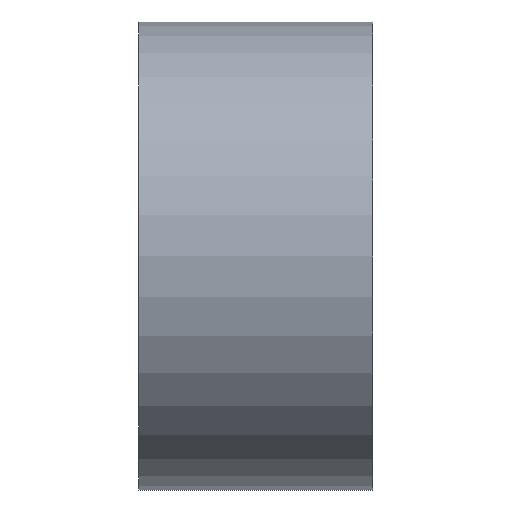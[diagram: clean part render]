
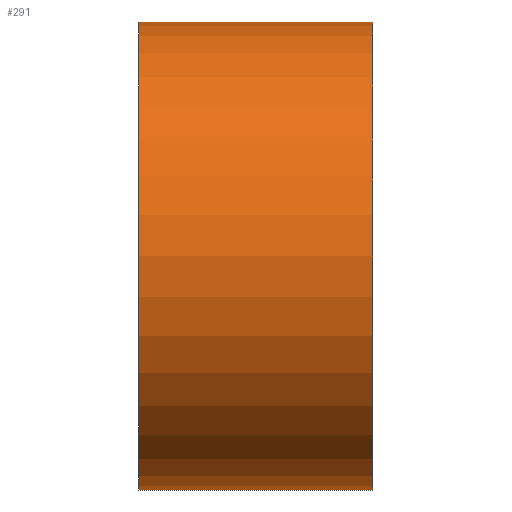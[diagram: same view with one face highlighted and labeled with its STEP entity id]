
A CAD part, front view. The second image highlights one B-rep face of the part: STEP entity #291.
In plain terms, the highlighted cylindrical face has radius 4 mm (diameter 8 mm), a partial arc.
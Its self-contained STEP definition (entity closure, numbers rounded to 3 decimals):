
#6 = EDGE_LOOP ( 'NONE', ( #374, #305, #142, #181 ) ) ;
#19 = CARTESIAN_POINT ( 'NONE',  ( -2., 0., 4. ) ) ;
#25 = CARTESIAN_POINT ( 'NONE',  ( 2., 0., -4. ) ) ;
#44 = DIRECTION ( 'NONE',  ( 1., 0., 0. ) ) ;
#46 = CYLINDRICAL_SURFACE ( 'NONE', #222, 4. ) ;
#58 = CIRCLE ( 'NONE', #209, 4. ) ;
#78 = EDGE_CURVE ( 'NONE', #227, #314, #321, .T. ) ;
#80 = VECTOR ( 'NONE', #144, 1000. ) ;
#85 = LINE ( 'NONE', #204, #80 ) ;
#88 = CARTESIAN_POINT ( 'NONE',  ( 2., 0., 0. ) ) ;
#91 = DIRECTION ( 'NONE',  ( -1., 0., 0. ) ) ;
#106 = CARTESIAN_POINT ( 'NONE',  ( 2., 0., 4. ) ) ;
#111 = CARTESIAN_POINT ( 'NONE',  ( -2., 0., -4. ) ) ;
#119 = EDGE_CURVE ( 'NONE', #274, #314, #184, .T. ) ;
#142 = ORIENTED_EDGE ( 'NONE', *, *, #233, .T. ) ;
#144 = DIRECTION ( 'NONE',  ( -1., 0., 0. ) ) ;
#170 = VERTEX_POINT ( 'NONE', #106 ) ;
#171 = AXIS2_PLACEMENT_3D ( 'NONE', #220, #44, #363 ) ;
#173 = DIRECTION ( 'NONE',  ( 0., 0., 1. ) ) ;
#181 = ORIENTED_EDGE ( 'NONE', *, *, #119, .T. ) ;
#184 = CIRCLE ( 'NONE', #171, 4. ) ;
#186 = CARTESIAN_POINT ( 'NONE',  ( 2., 0., -4. ) ) ;
#204 = CARTESIAN_POINT ( 'NONE',  ( 2., 0., 4. ) ) ;
#206 = CARTESIAN_POINT ( 'NONE',  ( 2., 0., 0. ) ) ;
#209 = AXIS2_PLACEMENT_3D ( 'NONE', #206, #315, #215 ) ;
#215 = DIRECTION ( 'NONE',  ( 0., 0., -1. ) ) ;
#220 = CARTESIAN_POINT ( 'NONE',  ( -2., 0., 0. ) ) ;
#222 = AXIS2_PLACEMENT_3D ( 'NONE', #88, #91, #173 ) ;
#227 = VERTEX_POINT ( 'NONE', #25 ) ;
#233 = EDGE_CURVE ( 'NONE', #170, #274, #85, .T. ) ;
#274 = VERTEX_POINT ( 'NONE', #19 ) ;
#291 = ADVANCED_FACE ( 'NONE', ( #309 ), #46, .T. ) ;
#292 = DIRECTION ( 'NONE',  ( -1., 0., 0. ) ) ;
#301 = VECTOR ( 'NONE', #292, 1000. ) ;
#305 = ORIENTED_EDGE ( 'NONE', *, *, #360, .F. ) ;
#309 = FACE_OUTER_BOUND ( 'NONE', #6, .T. ) ;
#314 = VERTEX_POINT ( 'NONE', #111 ) ;
#315 = DIRECTION ( 'NONE',  ( 1., 0., 0. ) ) ;
#321 = LINE ( 'NONE', #186, #301 ) ;
#360 = EDGE_CURVE ( 'NONE', #170, #227, #58, .T. ) ;
#363 = DIRECTION ( 'NONE',  ( 0., 0., -1. ) ) ;
#374 = ORIENTED_EDGE ( 'NONE', *, *, #78, .F. ) ;
